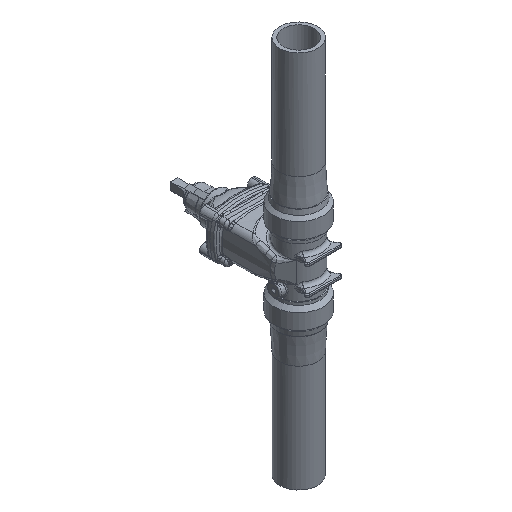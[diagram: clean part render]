
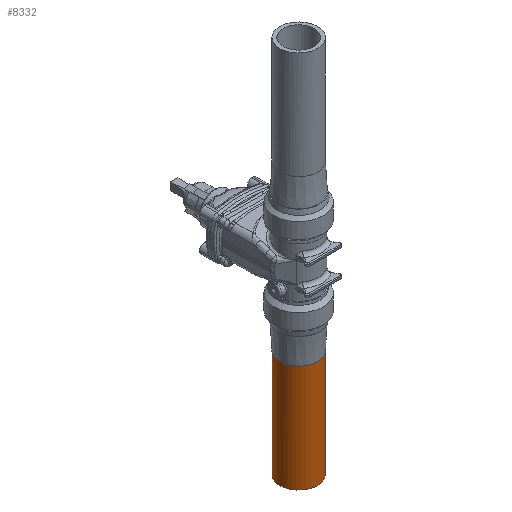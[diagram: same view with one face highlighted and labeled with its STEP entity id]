
A CAD part, isometric view. The second image highlights one B-rep face of the part: STEP entity #8332.
In plain terms, the highlighted cylindrical face has radius 45 mm (diameter 90 mm), a full revolution.
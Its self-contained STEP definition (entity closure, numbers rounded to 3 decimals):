
#229 = CARTESIAN_POINT ( 'NONE',  ( 0., 0., -194.95 ) ) ;
#230 = DIRECTION ( 'NONE',  ( 0., 0., -1. ) ) ;
#231 = DIRECTION ( 'NONE',  ( -0.865, -0.501, 0. ) ) ;
#559 = DIRECTION ( 'NONE',  ( -0.865, -0.501, 0. ) ) ;
#570 = CARTESIAN_POINT ( 'NONE',  ( 0., 0., -474.978 ) ) ;
#571 = DIRECTION ( 'NONE',  ( 0., 0., -1. ) ) ;
#881 = CARTESIAN_POINT ( 'NONE',  ( -38.936, -22.56, -194.95 ) ) ;
#897 = CARTESIAN_POINT ( 'NONE',  ( -38.936, -22.56, -449.95 ) ) ;
#2185 = VERTEX_POINT ( 'NONE', #897 ) ;
#2427 = CYLINDRICAL_SURFACE ( 'NONE', #10992, 45. ) ;
#2436 = FACE_OUTER_BOUND ( 'NONE', #9399, .T. ) ;
#2577 = FACE_OUTER_BOUND ( 'NONE', #9483, .T. ) ;
#2810 = EDGE_CURVE ( 'NONE', #3246, #3246, #5062, .T. ) ;
#3123 = CIRCLE ( 'NONE', #10824, 45. ) ;
#3204 = AXIS2_PLACEMENT_3D ( 'NONE', #229, #230, #231 ) ;
#3246 = VERTEX_POINT ( 'NONE', #881 ) ;
#3701 = EDGE_CURVE ( 'NONE', #2185, #2185, #3123, .T. ) ;
#5062 = CIRCLE ( 'NONE', #3204, 45. ) ;
#8332 = ADVANCED_FACE ( 'NONE', ( #2577, #2436 ), #2427, .T. ) ;
#9399 = EDGE_LOOP ( 'NONE', ( #14772 ) ) ;
#9483 = EDGE_LOOP ( 'NONE', ( #14871 ) ) ;
#10824 = AXIS2_PLACEMENT_3D ( 'NONE', #12355, #12356, #12357 ) ;
#10992 = AXIS2_PLACEMENT_3D ( 'NONE', #570, #571, #559 ) ;
#12355 = CARTESIAN_POINT ( 'NONE',  ( 0., 0., -449.95 ) ) ;
#12356 = DIRECTION ( 'NONE',  ( 0., 0., -1. ) ) ;
#12357 = DIRECTION ( 'NONE',  ( -0.865, -0.501, 0. ) ) ;
#14772 = ORIENTED_EDGE ( 'NONE', *, *, #2810, .T. ) ;
#14871 = ORIENTED_EDGE ( 'NONE', *, *, #3701, .F. ) ;
